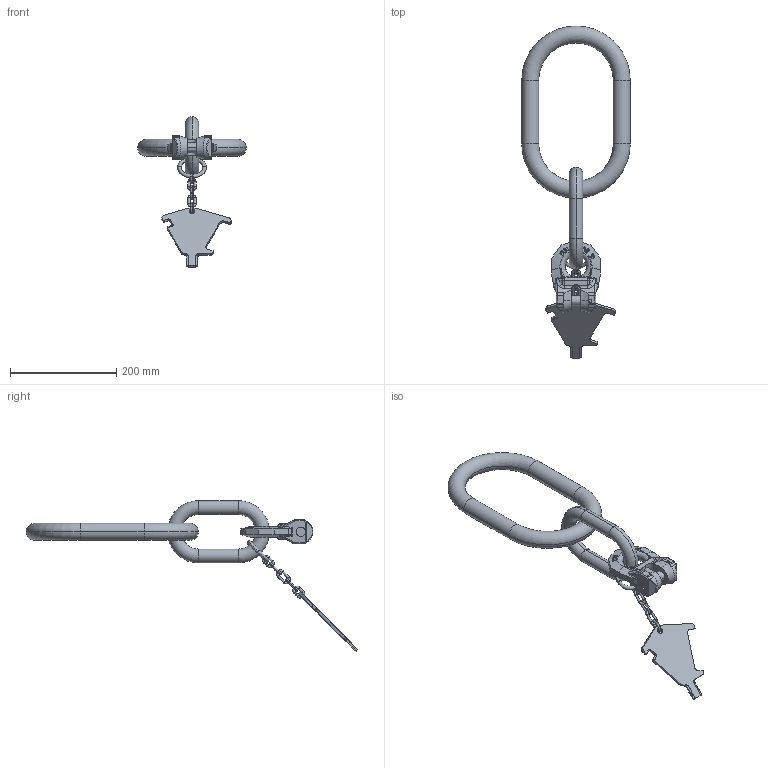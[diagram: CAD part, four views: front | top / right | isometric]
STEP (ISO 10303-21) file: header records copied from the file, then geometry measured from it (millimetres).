
FILE_DESCRIPTION((''),'2;1');
FILE_NAME('001-M31566-P-5_ASM','2014-10-24T',('Andreas.Wendler'),(''),'PRO/ENGINEER BY PARAMETRIC TECHNOLOGY CORPORATION, 2010140','PRO/ENGINEER BY PARAMETRIC TECHNOLOGY CORPORATION, 2010140','');
FILE_SCHEMA(('CONFIG_CONTROL_DESIGN'));
Length unit declared in the file: millimetre
Products named in the file (11): 001-M31566-P-4; 001-M34472-P-5; 001-M31128-V02; 001-M31559-P-1; 001-M31129-P-1; 001-M33743-001; 001-M31130-003_ASM; 001-M31559-P-1_ASM; 001-M31493-P-3; 001-M34472-P-5_ASM; 001-M31566-P-5_ASM
Assembly tree (13 placements, depth 5):
  001-M31566-P-5_ASM
    001-M31566-P-4
    001-M34472-P-5_ASM
      001-M34472-P-5
      001-M31128-V02
      001-M31559-P-1_ASM
        001-M31559-P-1
        001-M31129-P-1  x2
        001-M31130-003_ASM
          001-M33743-001  x3
      001-M31493-P-3
Bounding box: 204 x 624.36 x 283.36 mm (x, y, z)
Volume: 1122950.1 mm3; surface area: 175306.4 mm2
Topology: 10 solids, 10 shells, 580 faces, 1493 edges, 934 vertices
Faces by surface type: plane 305, cylinder 144, bspline 64, torus 46, cone 17, sphere 4
Entity records: 20102 total; most frequent: CARTESIAN_POINT 7519, ORIENTED_EDGE 2878, DIRECTION 2166, EDGE_CURVE 1439, VERTEX_POINT 906, AXIS2_PLACEMENT_3D 811, B_SPLINE_CURVE_WITH_KNOTS 607, EDGE_LOOP 571
